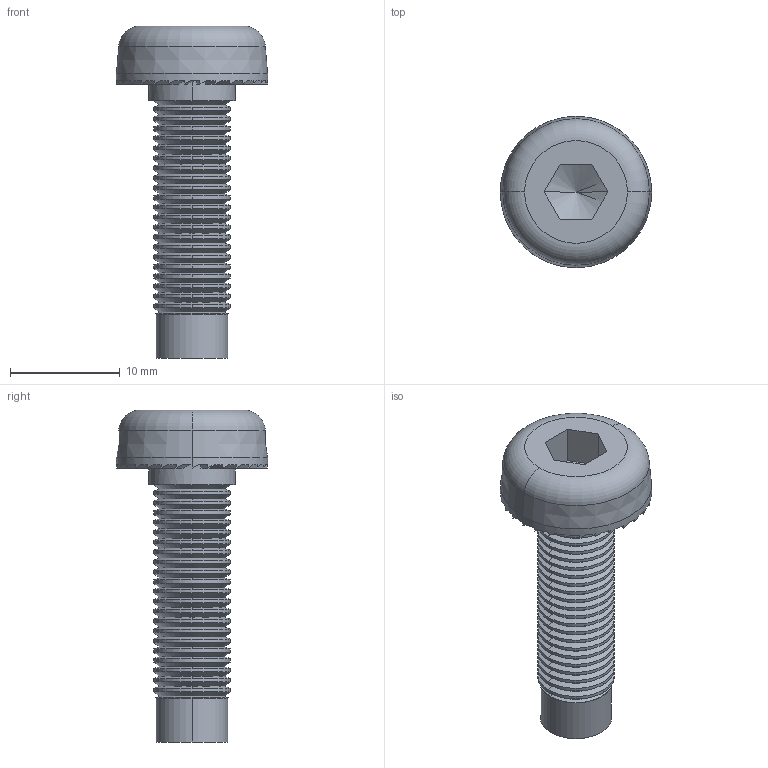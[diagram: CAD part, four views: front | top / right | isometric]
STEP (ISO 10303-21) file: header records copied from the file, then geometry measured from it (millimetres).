
FILE_DESCRIPTION (( 'STEP AP214' ), '1' );
FILE_NAME ('093sf0725.STEP', '2014-08-21T08:03:32', ( '' ), ( '' ), 'SwSTEP 2.0', 'SolidWorks 2014', '' );
FILE_SCHEMA (( 'AUTOMOTIVE_DESIGN' ));
Length unit declared in the file: millimetre
Products named in the file (1): 093sf0725
Bounding box: 13.8 x 13.8 x 30.3 mm (x, y, z)
Volume: 1499.5 mm3; surface area: 1381.6 mm2
Topology: 1 solids, 1 shells, 249 faces, 674 edges, 427 vertices
Faces by surface type: plane 105, cone 94, cylinder 48, torus 2
Entity records: 7940 total; most frequent: CARTESIAN_POINT 1535, DIRECTION 1410, ORIENTED_EDGE 1344, EDGE_CURVE 672, AXIS2_PLACEMENT_3D 550, VERTEX_POINT 427, VECTOR 310, LINE 310
